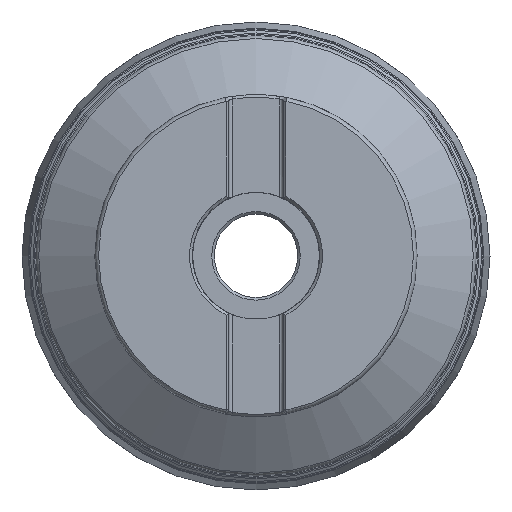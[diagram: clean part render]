
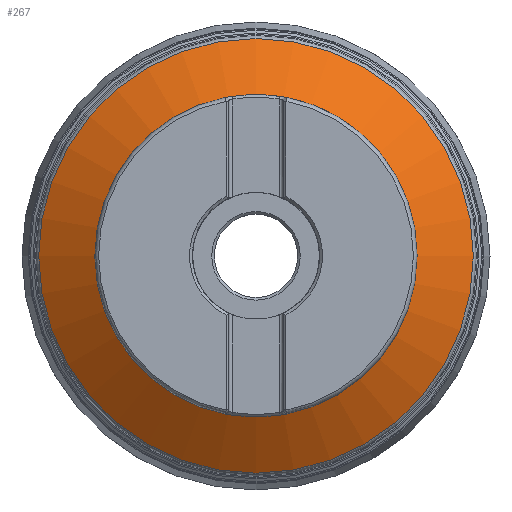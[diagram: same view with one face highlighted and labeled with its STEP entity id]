
A CAD part, top view. The second image highlights one B-rep face of the part: STEP entity #267.
In plain terms, the highlighted conical face has half-angle 56.08 degrees and reference radius 66.171 mm.
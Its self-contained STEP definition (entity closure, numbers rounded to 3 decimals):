
#198=CONICAL_SURFACE('',#1540,66.171,56.08);
#267=ADVANCED_FACE('',(#436,#437),#198,.T.);
#436=FACE_BOUND('',#568,.T.);
#437=FACE_BOUND('',#569,.T.);
#568=EDGE_LOOP('',(#751));
#569=EDGE_LOOP('',(#752));
#751=ORIENTED_EDGE('',*,*,#1193,.T.);
#752=ORIENTED_EDGE('',*,*,#1194,.T.);
#1067=VERTEX_POINT('',#2264);
#1068=VERTEX_POINT('',#2266);
#1193=EDGE_CURVE('',#1067,#1067,#1341,.T.);
#1194=EDGE_CURVE('',#1068,#1068,#1342,.T.);
#1341=CIRCLE('',#1538,65.287);
#1342=CIRCLE('',#1539,47.926);
#1538=AXIS2_PLACEMENT_3D('',#2263,#1700,#1701);
#1539=AXIS2_PLACEMENT_3D('',#2265,#1702,#1703);
#1540=AXIS2_PLACEMENT_3D('',#2267,#1704,#1705);
#1700=DIRECTION('',(0.,0.,1.));
#1701=DIRECTION('',(-1.,0.,0.));
#1702=DIRECTION('',(0.,0.,-1.));
#1703=DIRECTION('',(1.,0.,0.));
#1704=DIRECTION('',(0.,0.,-1.));
#1705=DIRECTION('',(1.,0.,0.));
#2263=CARTESIAN_POINT('',(0.002,0.,23.594));
#2264=CARTESIAN_POINT('',(-65.285,0.,23.594));
#2265=CARTESIAN_POINT('',(0.002,0.,35.269));
#2266=CARTESIAN_POINT('',(47.928,0.,35.269));
#2267=CARTESIAN_POINT('',(0.002,0.,23.));
